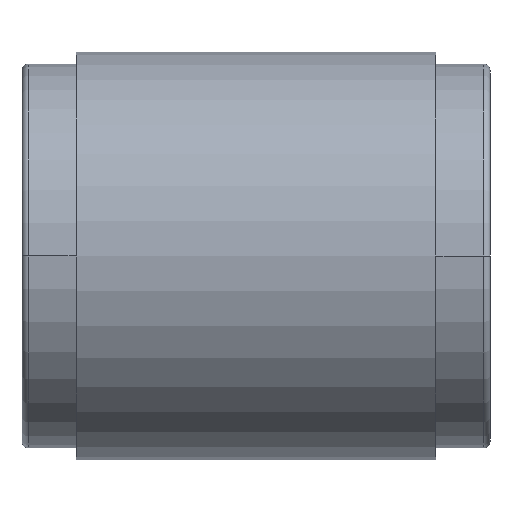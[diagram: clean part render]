
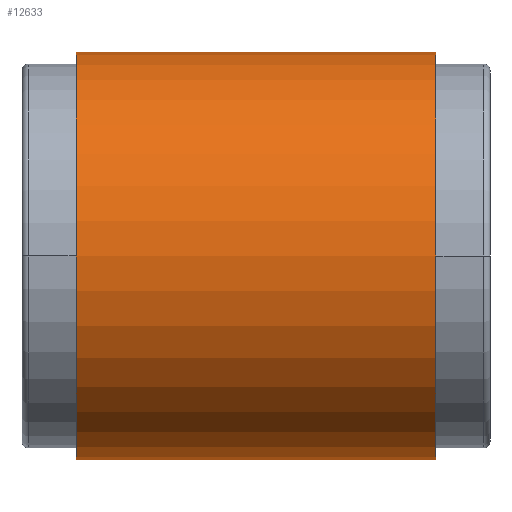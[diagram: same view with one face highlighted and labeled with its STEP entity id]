
A CAD part, left-side view. The second image highlights one B-rep face of the part: STEP entity #12633.
In plain terms, the highlighted cylindrical face has radius 320 mm (diameter 640 mm), a partial arc.
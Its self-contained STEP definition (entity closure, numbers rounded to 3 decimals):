
#64 = EDGE_CURVE ( 'NONE', #7061, #5727, #11997, .T. ) ;
#180 = AXIS2_PLACEMENT_3D ( 'NONE', #1450, #344, #6251 ) ;
#344 = DIRECTION ( 'NONE',  ( 0., -1., 0. ) ) ;
#415 = AXIS2_PLACEMENT_3D ( 'NONE', #1159, #6976, #12876 ) ;
#772 = VERTEX_POINT ( 'NONE', #8420 ) ;
#1159 = CARTESIAN_POINT ( 'NONE',  ( 0., -282.5, 0. ) ) ;
#1450 = CARTESIAN_POINT ( 'NONE',  ( 0., 282.5, 0. ) ) ;
#2242 = CARTESIAN_POINT ( 'NONE',  ( 0., -282.5, 320. ) ) ;
#2466 = EDGE_CURVE ( 'NONE', #5727, #3846, #12720, .T. ) ;
#3032 = CARTESIAN_POINT ( 'NONE',  ( 0., -282.5, -320. ) ) ;
#3846 = VERTEX_POINT ( 'NONE', #2242 ) ;
#3942 = CARTESIAN_POINT ( 'NONE',  ( 0., 367.5, 0. ) ) ;
#4240 = ORIENTED_EDGE ( 'NONE', *, *, #2466, .T. ) ;
#4275 = EDGE_CURVE ( 'NONE', #772, #7061, #12234, .T. ) ;
#4892 = FACE_OUTER_BOUND ( 'NONE', #6819, .T. ) ;
#5727 = VERTEX_POINT ( 'NONE', #3032 ) ;
#6251 = DIRECTION ( 'NONE',  ( 1., 0., 0. ) ) ;
#6298 = DIRECTION ( 'NONE',  ( 0., 0., -1. ) ) ;
#6570 = EDGE_CURVE ( 'NONE', #772, #3846, #6647, .T. ) ;
#6647 = LINE ( 'NONE', #8054, #8559 ) ;
#6819 = EDGE_LOOP ( 'NONE', ( #12794, #14274, #12028, #4240 ) ) ;
#6976 = DIRECTION ( 'NONE',  ( 0., 1., 0. ) ) ;
#7061 = VERTEX_POINT ( 'NONE', #7426 ) ;
#7426 = CARTESIAN_POINT ( 'NONE',  ( 0., 282.5, -320. ) ) ;
#8054 = CARTESIAN_POINT ( 'NONE',  ( 0., 367.5, 320. ) ) ;
#8420 = CARTESIAN_POINT ( 'NONE',  ( 0., 282.5, 320. ) ) ;
#8559 = VECTOR ( 'NONE', #14030, 1000. ) ;
#8651 = DIRECTION ( 'NONE',  ( 0., -1., 0. ) ) ;
#9272 = AXIS2_PLACEMENT_3D ( 'NONE', #3942, #8651, #6298 ) ;
#11997 = LINE ( 'NONE', #12156, #12575 ) ;
#12028 = ORIENTED_EDGE ( 'NONE', *, *, #64, .T. ) ;
#12156 = CARTESIAN_POINT ( 'NONE',  ( 0., 367.5, -320. ) ) ;
#12234 = CIRCLE ( 'NONE', #180, 320. ) ;
#12575 = VECTOR ( 'NONE', #13101, 1000. ) ;
#12633 = ADVANCED_FACE ( 'NONE', ( #4892 ), #13218, .T. ) ;
#12720 = CIRCLE ( 'NONE', #415, 320. ) ;
#12794 = ORIENTED_EDGE ( 'NONE', *, *, #6570, .F. ) ;
#12876 = DIRECTION ( 'NONE',  ( 1., 0., 0. ) ) ;
#13101 = DIRECTION ( 'NONE',  ( 0., -1., 0. ) ) ;
#13218 = CYLINDRICAL_SURFACE ( 'NONE', #9272, 320. ) ;
#14030 = DIRECTION ( 'NONE',  ( 0., -1., 0. ) ) ;
#14274 = ORIENTED_EDGE ( 'NONE', *, *, #4275, .T. ) ;
